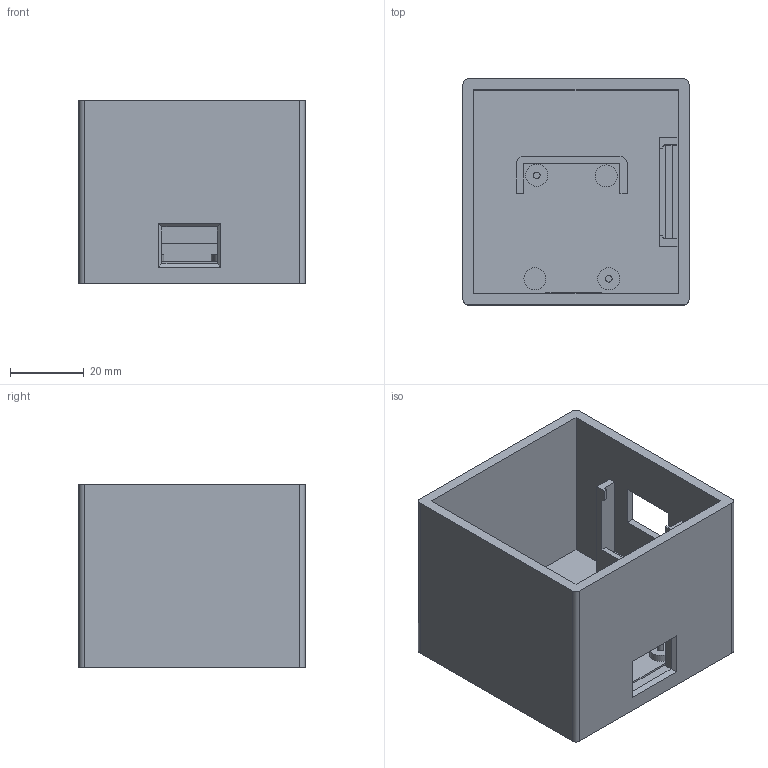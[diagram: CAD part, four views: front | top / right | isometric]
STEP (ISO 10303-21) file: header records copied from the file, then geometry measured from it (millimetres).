
FILE_DESCRIPTION(/* description */ (''),/* implementation_level */ '2;1');
FILE_NAME(/* name */ 'wled-lada v18.step',/* time_stamp */ '2023-12-18T16:46:59+01:00',/* author */ (''),/* organization */ (''),/* preprocessor_version */ 'ST-DEVELOPER v20',/* originating_system */ 'Autodesk Translation Framework v12.14.0.127',/* authorisation */ '');
FILE_SCHEMA (('AUTOMOTIVE_DESIGN { 1 0 10303 214 3 1 1 }'));
Length unit declared in the file: millimetre
Products named in the file (1): wled-lada
Bounding box: 61.5 x 61.5 x 50 mm (x, y, z)
Volume: 54571.8 mm3; surface area: 30696.9 mm2
Topology: 1 solids, 1 shells, 76 faces, 193 edges, 126 vertices
Faces by surface type: plane 62, cylinder 14
Full cylindrical faces by diameter (mm): 1.8 x2, 6 x4
Entity records: 2302 total; most frequent: CARTESIAN_POINT 396, ORIENTED_EDGE 386, DIRECTION 375, EDGE_CURVE 193, LINE 165, VECTOR 165, VERTEX_POINT 126, AXIS2_PLACEMENT_3D 105
